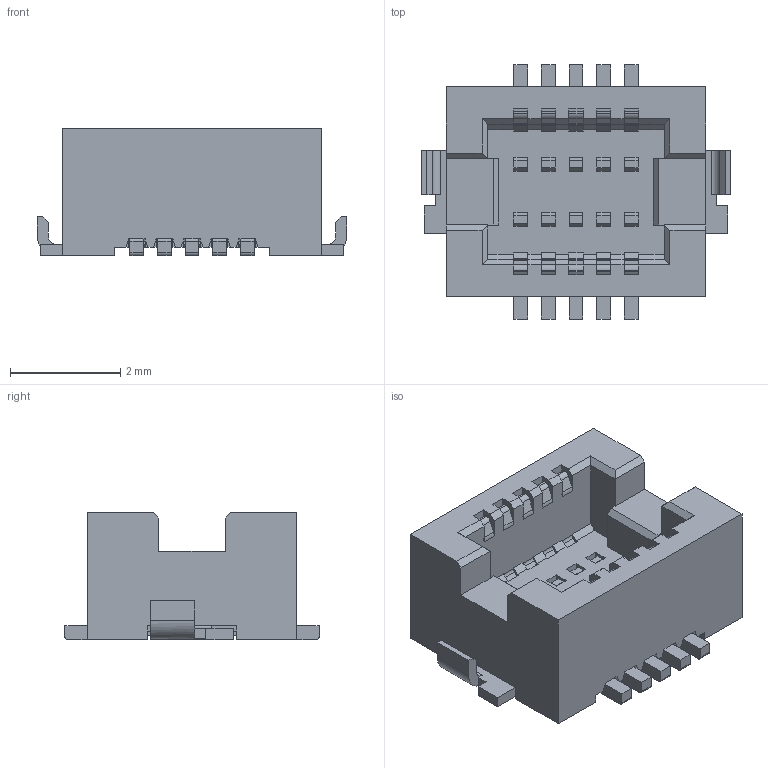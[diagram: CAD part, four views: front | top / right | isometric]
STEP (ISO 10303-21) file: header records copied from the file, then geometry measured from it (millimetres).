
FILE_DESCRIPTION(('Creo Elements/Direct Modeling STEP Export'),'2;1');
FILE_NAME('DF12NB(3.0)-10DP.stp','2020-09-17T20:29:42',(''),(''),'Creo Elements/Direct Modeling STEP processor for AP214 (Solid Model)','Creo Elements/Direct Modeling 19.0F 14-Feb-2017 (C) Parametric Technology GmbH','');
FILE_SCHEMA(('AUTOMOTIVE_DESIGN { 1 0 10303 214 1 1 1 1 }'));
Length unit declared in the file: millimetre
Products named in the file (3): DF12B_3_0_-10DP_PRT.PRT; DF12NB_3_0_-10DP_STP.ASM; DF12NB_3_0_-10DP.stp
Assembly tree (2 placements, depth 3):
  DF12NB_3_0_-10DP.stp
    DF12NB_3_0_-10DP_STP.ASM
      DF12B_3_0_-10DP_PRT.PRT
Bounding box: 5.6 x 4.6 x 2.3 mm (x, y, z)
Volume: 26.9 mm3; surface area: 126.5 mm2
Topology: 1 solids, 1 shells, 604 faces, 1702 edges, 1112 vertices
Faces by surface type: plane 526, cylinder 78
Entity records: 19228 total; most frequent: CARTESIAN_POINT 3421, ORIENTED_EDGE 3404, DIRECTION 3074, EDGE_CURVE 1702, VECTOR 1544, LINE 1544, VERTEX_POINT 1112, AXIS2_PLACEMENT_3D 765
